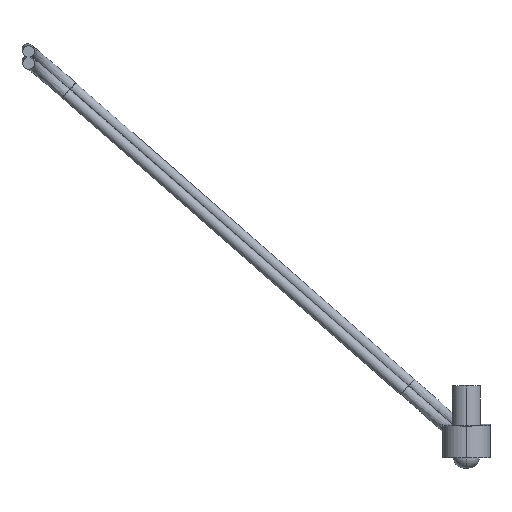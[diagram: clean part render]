
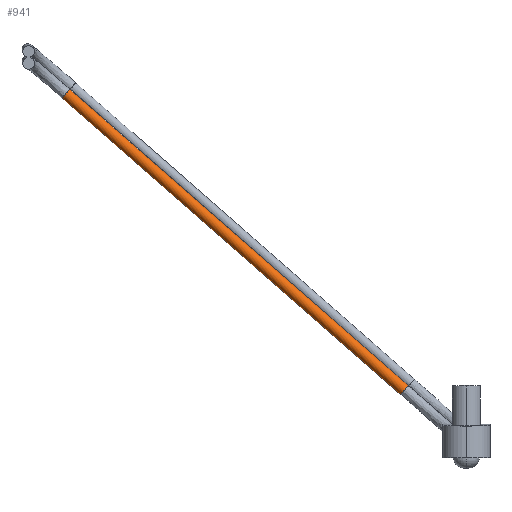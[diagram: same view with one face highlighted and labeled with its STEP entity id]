
A CAD part, front view. The second image highlights one B-rep face of the part: STEP entity #941.
In plain terms, the highlighted free-form (B-spline) face has degree [3, 1] with [7, 2] control points.
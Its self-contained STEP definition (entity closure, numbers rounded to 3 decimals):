
#11 = CARTESIAN_POINT ( 'NONE',  ( 4.604, 94.837, 48.491 ) ) ;
#66 = DIRECTION ( 'NONE',  ( 0.752, -0.034, -0.658 ) ) ;
#97 = EDGE_LOOP ( 'NONE', ( #297, #809, #590, #577 ) ) ;
#99 = CARTESIAN_POINT ( 'NONE',  ( 5.243, 93.646, 49.282 ) ) ;
#124 = LINE ( 'NONE', #805, #1138 ) ;
#137 = CARTESIAN_POINT ( 'NONE',  ( -57.888, 95.797, 105.649 ) ) ;
#139 = CARTESIAN_POINT ( 'NONE',  ( -57.526, 96.771, 106.011 ) ) ;
#174 = DIRECTION ( 'NONE',  ( 0.518, 0.648, 0.558 ) ) ;
#210 = CARTESIAN_POINT ( 'NONE',  ( 6.174, 95.332, 50.258 ) ) ;
#233 = EDGE_CURVE ( 'NONE', #1042, #770, #307, .T. ) ;
#243 = CARTESIAN_POINT ( 'NONE',  ( 6.174, 95.332, 50.258 ) ) ;
#278 = CARTESIAN_POINT ( 'NONE',  ( -57.192, 96.147, 106.426 ) ) ;
#297 = ORIENTED_EDGE ( 'NONE', *, *, #873, .T. ) ;
#307 = CIRCLE ( 'NONE', #503, 1.1 ) ;
#327 = FACE_OUTER_BOUND ( 'NONE', #97, .T. ) ;
#336 = CARTESIAN_POINT ( 'NONE',  ( -57.526, 96.771, 106.011 ) ) ;
#343 = CARTESIAN_POINT ( 'NONE',  ( 5.813, 94.359, 49.896 ) ) ;
#380 = DIRECTION ( 'NONE',  ( 0.752, -0.017, -0.659 ) ) ;
#414 =( BOUNDED_SURFACE ( )  B_SPLINE_SURFACE ( 3, 1, ( 
 ( #772, #707 ),
 ( #518, #883 ),
 ( #867, #431 ),
 ( #791, #99 ),
 ( #442, #11 ),
 ( #693, #1055 ),
 ( #336, #243 ) ),
 .UNSPECIFIED., .F., .F., .F. ) 
 B_SPLINE_SURFACE_WITH_KNOTS ( ( 4, 3, 4 ),
 ( 2, 2 ),
 ( 0., 0.5, 1. ),
 ( 0., 1. ),
 .UNSPECIFIED. ) 
 GEOMETRIC_REPRESENTATION_ITEM ( )  RATIONAL_B_SPLINE_SURFACE ( (
 ( 1., 1.),
 ( 0.46, 0.46),
 ( 0.46, 0.46),
 ( 1., 1.),
 ( 0.46, 0.46),
 ( 0.46, 0.46),
 ( 1., 1.) ) ) 
 REPRESENTATION_ITEM ( '' )  SURFACE ( )  );
#431 = CARTESIAN_POINT ( 'NONE',  ( 5.881, 92.455, 50.072 ) ) ;
#442 = CARTESIAN_POINT ( 'NONE',  ( -59.096, 96.276, 104.244 ) ) ;
#447 = VERTEX_POINT ( 'NONE', #952 ) ;
#454 = VECTOR ( 'NONE', #854, 1000. ) ;
#474 = AXIS2_PLACEMENT_3D ( 'NONE', #137, #66, #761 ) ;
#486 = EDGE_CURVE ( 'NONE', #1071, #447, #762, .T. ) ;
#503 = AXIS2_PLACEMENT_3D ( 'NONE', #343, #963, #174 ) ;
#518 = CARTESIAN_POINT ( 'NONE',  ( -56.902, 94.663, 106.833 ) ) ;
#577 = ORIENTED_EDGE ( 'NONE', *, *, #486, .T. ) ;
#590 = ORIENTED_EDGE ( 'NONE', *, *, #745, .F. ) ;
#645 = CARTESIAN_POINT ( 'NONE',  ( 6.509, 94.708, 50.672 ) ) ;
#693 = CARTESIAN_POINT ( 'NONE',  ( -58.421, 97.498, 104.952 ) ) ;
#707 = CARTESIAN_POINT ( 'NONE',  ( 6.509, 94.708, 50.672 ) ) ;
#745 = EDGE_CURVE ( 'NONE', #1071, #1042, #124, .T. ) ;
#761 = DIRECTION ( 'NONE',  ( 0.518, 0.648, 0.558 ) ) ;
#762 = CIRCLE ( 'NONE', #474, 1.1 ) ;
#770 = VERTEX_POINT ( 'NONE', #210 ) ;
#772 = CARTESIAN_POINT ( 'NONE',  ( -57.192, 96.147, 106.426 ) ) ;
#791 = CARTESIAN_POINT ( 'NONE',  ( -58.458, 95.085, 105.035 ) ) ;
#805 = CARTESIAN_POINT ( 'NONE',  ( -57.192, 96.147, 106.426 ) ) ;
#809 = ORIENTED_EDGE ( 'NONE', *, *, #233, .F. ) ;
#850 = LINE ( 'NONE', #139, #454 ) ;
#854 = DIRECTION ( 'NONE',  ( 0.752, -0.017, -0.659 ) ) ;
#867 = CARTESIAN_POINT ( 'NONE',  ( -57.819, 93.893, 105.825 ) ) ;
#873 = EDGE_CURVE ( 'NONE', #447, #770, #850, .T. ) ;
#883 = CARTESIAN_POINT ( 'NONE',  ( 6.798, 93.225, 51.08 ) ) ;
#941 = ADVANCED_FACE ( 'NONE', ( #327 ), #414, .T. ) ;
#952 = CARTESIAN_POINT ( 'NONE',  ( -57.526, 96.771, 106.011 ) ) ;
#963 = DIRECTION ( 'NONE',  ( 0.752, -0.034, -0.658 ) ) ;
#1042 = VERTEX_POINT ( 'NONE', #645 ) ;
#1055 = CARTESIAN_POINT ( 'NONE',  ( 5.28, 96.059, 49.199 ) ) ;
#1071 = VERTEX_POINT ( 'NONE', #278 ) ;
#1138 = VECTOR ( 'NONE', #380, 1000. ) ;
